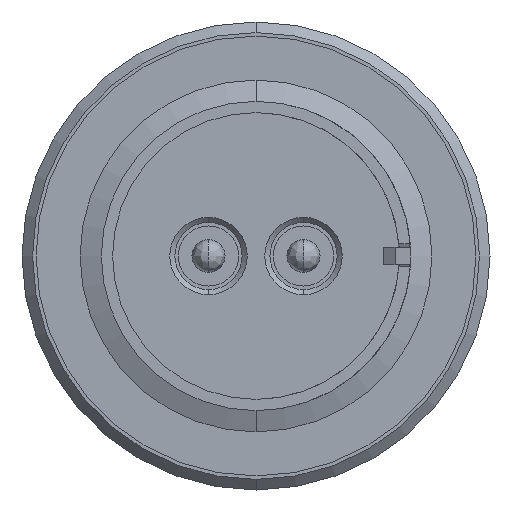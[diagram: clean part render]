
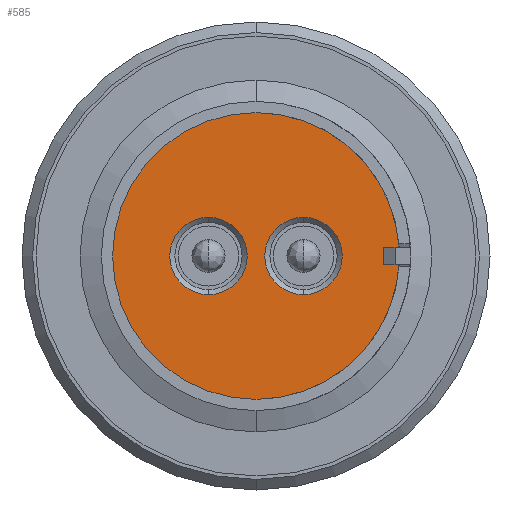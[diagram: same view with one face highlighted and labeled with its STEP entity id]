
A CAD part, front view. The second image highlights one B-rep face of the part: STEP entity #585.
In plain terms, the highlighted planar face has unit normal (0, -1, 0).
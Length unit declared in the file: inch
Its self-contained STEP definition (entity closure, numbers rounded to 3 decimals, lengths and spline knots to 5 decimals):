
#336 = EDGE_LOOP ( 'NONE', ( #7074, #7005 ) ) ;
#404 = EDGE_LOOP ( 'NONE', ( #7070, #7195 ) ) ;
#413 = EDGE_LOOP ( 'NONE', ( #6472, #7190 ) ) ;
#585 = ADVANCED_FACE ( 'NONE', ( #2703, #2739, #2379 ), #1627, .T. ) ;
#694 = DIRECTION ( 'NONE',  ( 0., 0., -1. ) ) ;
#695 = DIRECTION ( 'NONE',  ( 0., 1., 0. ) ) ;
#696 = CARTESIAN_POINT ( 'NONE',  ( -0.135, 0., 0. ) ) ;
#768 = DIRECTION ( 'NONE',  ( 0., 0., -1. ) ) ;
#769 = DIRECTION ( 'NONE',  ( 0., 1., 0. ) ) ;
#770 = CARTESIAN_POINT ( 'NONE',  ( 0.135, 0., 0. ) ) ;
#842 = DIRECTION ( 'NONE',  ( 0., 0., -1. ) ) ;
#843 = DIRECTION ( 'NONE',  ( 0., 1., 0. ) ) ;
#844 = CARTESIAN_POINT ( 'NONE',  ( 0.135, 0., 0. ) ) ;
#1092 = DIRECTION ( 'NONE',  ( 0., 0., -1. ) ) ;
#1093 = DIRECTION ( 'NONE',  ( 0., 1., 0. ) ) ;
#1094 = CARTESIAN_POINT ( 'NONE',  ( -0.135, 0., 0. ) ) ;
#1473 = DIRECTION ( 'NONE',  ( -1., 0., 0. ) ) ;
#1474 = DIRECTION ( 'NONE',  ( 0., 1., 0. ) ) ;
#1475 = CARTESIAN_POINT ( 'NONE',  ( 0., 0., 0. ) ) ;
#1625 = DIRECTION ( 'NONE',  ( 1., 0., 0. ) ) ;
#1627 = PLANE ( 'NONE',  #5041 ) ;
#1630 = CARTESIAN_POINT ( 'NONE',  ( 0., 0., 0. ) ) ;
#1635 = DIRECTION ( 'NONE',  ( 0., -1., 0. ) ) ;
#2379 = FACE_OUTER_BOUND ( 'NONE', #404, .T. ) ;
#2447 = VERTEX_POINT ( 'NONE', #4364 ) ;
#2460 = VERTEX_POINT ( 'NONE', #4350 ) ;
#2552 = VERTEX_POINT ( 'NONE', #4262 ) ;
#2561 = VERTEX_POINT ( 'NONE', #4249 ) ;
#2588 = VERTEX_POINT ( 'NONE', #4215 ) ;
#2703 = FACE_BOUND ( 'NONE', #413, .T. ) ;
#2739 = FACE_BOUND ( 'NONE', #336, .T. ) ;
#3349 = CIRCLE ( 'NONE', #5274, 0.4525 ) ;
#3626 = CIRCLE ( 'NONE', #5565, 0.4525 ) ;
#3669 = CIRCLE ( 'NONE', #5513, 0.11 ) ;
#3683 = CIRCLE ( 'NONE', #5458, 0.11 ) ;
#3769 = CIRCLE ( 'NONE', #5418, 0.11 ) ;
#3809 = CIRCLE ( 'NONE', #5398, 0.11 ) ;
#4215 = CARTESIAN_POINT ( 'NONE',  ( 0.135, 0., -0.11 ) ) ;
#4249 = CARTESIAN_POINT ( 'NONE',  ( -0.135, 0., -0.11 ) ) ;
#4262 = CARTESIAN_POINT ( 'NONE',  ( 0.135, 0., 0.11 ) ) ;
#4350 = CARTESIAN_POINT ( 'NONE',  ( 0.4525, 0., 0. ) ) ;
#4364 = CARTESIAN_POINT ( 'NONE',  ( -0.135, 0., 0.11 ) ) ;
#4621 = EDGE_CURVE ( 'NONE', #2460, #7698, #3626, .T. ) ;
#4687 = EDGE_CURVE ( 'NONE', #2447, #2561, #3669, .T. ) ;
#4749 = EDGE_CURVE ( 'NONE', #2552, #2588, #3683, .T. ) ;
#4774 = EDGE_CURVE ( 'NONE', #2588, #2552, #3769, .T. ) ;
#4803 = EDGE_CURVE ( 'NONE', #2561, #2447, #3809, .T. ) ;
#4946 = EDGE_CURVE ( 'NONE', #7698, #2460, #3349, .T. ) ;
#5041 = AXIS2_PLACEMENT_3D ( 'NONE', #1630, #1635, #1625 ) ;
#5274 = AXIS2_PLACEMENT_3D ( 'NONE', #8107, #8106, #8105 ) ;
#5398 = AXIS2_PLACEMENT_3D ( 'NONE', #696, #695, #694 ) ;
#5418 = AXIS2_PLACEMENT_3D ( 'NONE', #770, #769, #768 ) ;
#5458 = AXIS2_PLACEMENT_3D ( 'NONE', #844, #843, #842 ) ;
#5513 = AXIS2_PLACEMENT_3D ( 'NONE', #1094, #1093, #1092 ) ;
#5565 = AXIS2_PLACEMENT_3D ( 'NONE', #1475, #1474, #1473 ) ;
#5907 = CARTESIAN_POINT ( 'NONE',  ( -0.4525, 0., 0. ) ) ;
#6472 = ORIENTED_EDGE ( 'NONE', *, *, #4774, .T. ) ;
#7005 = ORIENTED_EDGE ( 'NONE', *, *, #4687, .T. ) ;
#7070 = ORIENTED_EDGE ( 'NONE', *, *, #4946, .F. ) ;
#7074 = ORIENTED_EDGE ( 'NONE', *, *, #4803, .T. ) ;
#7190 = ORIENTED_EDGE ( 'NONE', *, *, #4749, .T. ) ;
#7195 = ORIENTED_EDGE ( 'NONE', *, *, #4621, .F. ) ;
#7698 = VERTEX_POINT ( 'NONE', #5907 ) ;
#8105 = DIRECTION ( 'NONE',  ( -1., 0., 0. ) ) ;
#8106 = DIRECTION ( 'NONE',  ( 0., 1., 0. ) ) ;
#8107 = CARTESIAN_POINT ( 'NONE',  ( 0., 0., 0. ) ) ;
